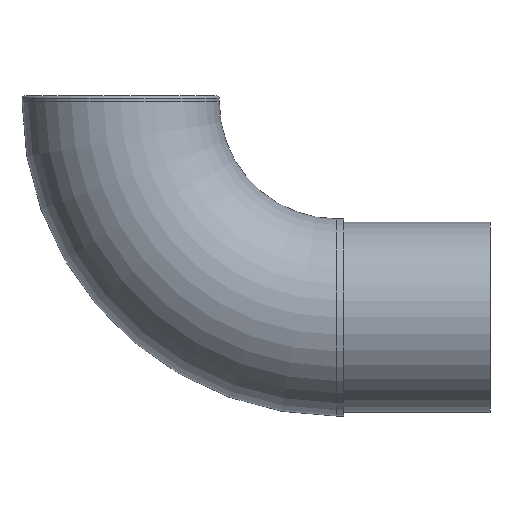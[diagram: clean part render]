
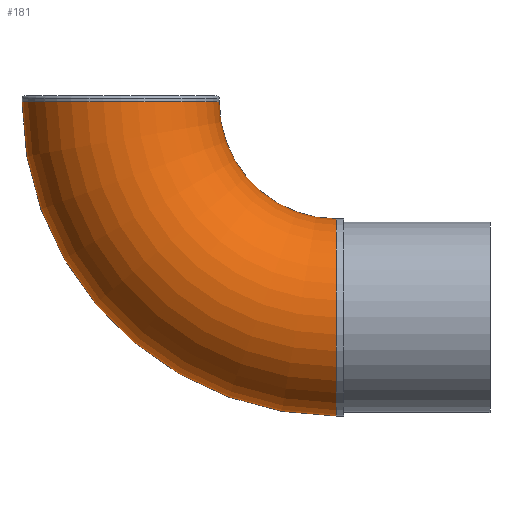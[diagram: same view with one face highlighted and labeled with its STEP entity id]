
A CAD part, front view. The second image highlights one B-rep face of the part: STEP entity #181.
In plain terms, the highlighted toroidal (fillet/blend) face has major radius 36.85 mm and minor radius 16.85 mm.
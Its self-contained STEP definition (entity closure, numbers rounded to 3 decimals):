
#1 = DIRECTION ( 'NONE',  ( 0., -1., 0. ) ) ;
#9 = CARTESIAN_POINT ( 'NONE',  ( 17.121, 0., 34.104 ) ) ;
#11 = CARTESIAN_POINT ( 'NONE',  ( 37.121, 0., 34.104 ) ) ;
#37 = VERTEX_POINT ( 'NONE', #629 ) ;
#38 = EDGE_CURVE ( 'NONE', #267, #283, #182, .T. ) ;
#91 = AXIS2_PLACEMENT_3D ( 'NONE', #581, #149, #200 ) ;
#98 = FACE_OUTER_BOUND ( 'NONE', #483, .T. ) ;
#118 = EDGE_CURVE ( 'NONE', #573, #283, #216, .T. ) ;
#120 = EDGE_CURVE ( 'NONE', #37, #267, #414, .T. ) ;
#126 = ORIENTED_EDGE ( 'NONE', *, *, #38, .T. ) ;
#149 = DIRECTION ( 'NONE',  ( -1., 0., 0. ) ) ;
#181 = ADVANCED_FACE ( 'NONE', ( #98 ), #423, .T. ) ;
#182 = CIRCLE ( 'NONE', #91, 16.85 ) ;
#191 = CARTESIAN_POINT ( 'NONE',  ( 0.271, 0., 34.104 ) ) ;
#200 = DIRECTION ( 'NONE',  ( 0., 0., 1. ) ) ;
#216 = CIRCLE ( 'NONE', #602, 20. ) ;
#239 = ORIENTED_EDGE ( 'NONE', *, *, #118, .F. ) ;
#241 = DIRECTION ( 'NONE',  ( 0., 0., -1. ) ) ;
#253 = CARTESIAN_POINT ( 'NONE',  ( 37.121, 0., 34.104 ) ) ;
#264 = ORIENTED_EDGE ( 'NONE', *, *, #403, .F. ) ;
#267 = VERTEX_POINT ( 'NONE', #607 ) ;
#283 = VERTEX_POINT ( 'NONE', #562 ) ;
#286 = CIRCLE ( 'NONE', #594, 16.85 ) ;
#298 = DIRECTION ( 'NONE',  ( 0., -1., 0. ) ) ;
#310 = DIRECTION ( 'NONE',  ( 0., 0., -1. ) ) ;
#384 = DIRECTION ( 'NONE',  ( 0., 0., -1. ) ) ;
#403 = EDGE_CURVE ( 'NONE', #37, #573, #286, .T. ) ;
#414 = CIRCLE ( 'NONE', #474, 53.7 ) ;
#423 = TOROIDAL_SURFACE ( 'NONE', #547, 36.85, 16.85 ) ;
#437 = DIRECTION ( 'NONE',  ( 0., 0., 1. ) ) ;
#443 = CARTESIAN_POINT ( 'NONE',  ( 37.121, 0., 34.104 ) ) ;
#474 = AXIS2_PLACEMENT_3D ( 'NONE', #253, #593, #384 ) ;
#483 = EDGE_LOOP ( 'NONE', ( #264, #618, #126, #239 ) ) ;
#533 = DIRECTION ( 'NONE',  ( 1., 0., 0. ) ) ;
#547 = AXIS2_PLACEMENT_3D ( 'NONE', #443, #1, #310 ) ;
#562 = CARTESIAN_POINT ( 'NONE',  ( 37.121, 0., 14.104 ) ) ;
#573 = VERTEX_POINT ( 'NONE', #9 ) ;
#581 = CARTESIAN_POINT ( 'NONE',  ( 37.121, 0., -2.746 ) ) ;
#593 = DIRECTION ( 'NONE',  ( 0., -1., 0. ) ) ;
#594 = AXIS2_PLACEMENT_3D ( 'NONE', #191, #437, #533 ) ;
#602 = AXIS2_PLACEMENT_3D ( 'NONE', #11, #298, #241 ) ;
#607 = CARTESIAN_POINT ( 'NONE',  ( 37.121, 0., -19.596 ) ) ;
#618 = ORIENTED_EDGE ( 'NONE', *, *, #120, .T. ) ;
#629 = CARTESIAN_POINT ( 'NONE',  ( -16.579, 0., 34.104 ) ) ;
